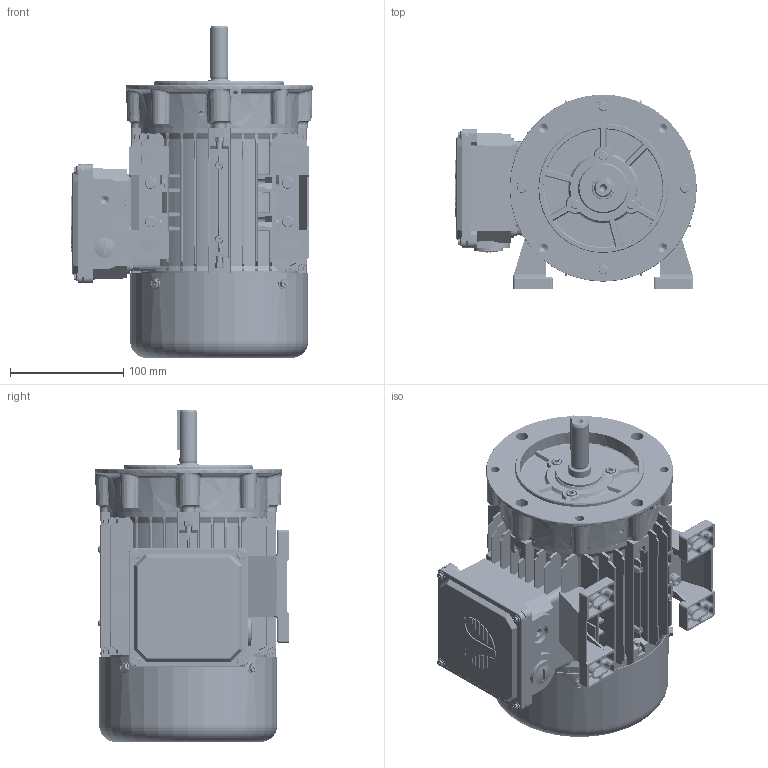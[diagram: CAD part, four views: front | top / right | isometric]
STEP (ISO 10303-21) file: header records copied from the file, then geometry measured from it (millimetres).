
FILE_DESCRIPTION (( 'STEP AP203' ), '1' );
FILE_NAME ('NEMA56軞蚾芞.STEP', '2017-03-02T03:27:44', ( 'Sky123.Org' ), ( 'Sky123.Org' ), 'SwSTEP 2.0', 'SolidWorks 2010', '' );
FILE_SCHEMA (( 'CONFIG_CONTROL_DESIGN' ));
Products named in the file (43): 6204粣創; NEMA56̼ˢ; す菜え朴4_Default; 防水圈20X41X2_Default; 坶粣創揤啣M5X25_Default; 坶ヶ綴裔M5X30_Default; 嘎殤蚐猾20X34X7_Default; 諉盄碟釱諉華喘倛菜え朴5_Default; 諉盄碟諉華蹟隊M5X8_Default; 80堤盄誘杶; 諉盄碟裔蹟隊M4X12_Default; 諉盄碟釱躇猾菜_Default; 80怢宒瑞珔軞傖_Default; 霧齪M3X4_Default; NEMA56-80菁褐; TA80-4p拸粣蛌赽; NEMA56軞蚾芞; NEMA56-80陔儂褲; 坶菁褐M6X20_Default; 菁褐粟銅菜え朴6_Default; 菁褐踡嘐蹟譫M6_Default; NEMA56-C蛌粣; NEMA56C-C楊擘傷裔; T-204-C粣創揤啣; 坶抯芃M4X5_Default; 粟銅菜え朴4_Default; 粟銅菜え朴5_Default; 80す瑩B; 波形垫圈D47(6204)_Default; IEC80-C綴傷裔; ヶ綴裔喘倛菜え朴5_Default; 坶綴裔M5X20_Default; ヶ綴裔蹟譫M5_Default; MS80-100源倰諉盄裔; 坶諉盄碟釱M4X10_Default; 0.5-14NPT出线螺塞_Default; MS80-100方型接线盒盖密封垫_Default; MS80-100陔諉盄碟裔; TR80-C瑞欶; 瑞欶蹟譫 ...
Assembly tree (92 placements, depth 2):
  NEMA56軞蚾芞
    TA80-4p拸粣蛌赽
    TR80-C瑞欶
    粟銅菜え朴5_Default  x3
    諉盄碟裔蹟隊M4X12_Default  x4
    NEMA56-80菁褐  x2
    ヶ綴裔蹟譫M5_Default  x7
    坶諉盄碟釱M4X10_Default  x4
    80怢宒瑞珔軞傖_Default
    粟銅菜え朴4_Default  x2
    坶ヶ綴裔M5X30_Default  x7
    ヶ綴裔喘倛菜え朴5_Default  x8
    坶菁褐M6X20_Default  x4
    菁褐粟銅菜え朴6_Default  x4
    6204粣創  x2
    坶綴裔M5X20_Default
    80堤盄誘杶  x2
    瑞欶蹟隊M4X6_Default  x4
    坶抯芃M4X5_Default  x2
    諉盄碟諉華蹟隊M5X8_Default
    瑞欶蹟譫  x4
    霧齪M3X4_Default  x2
    す菜え朴4_Default  x2
    坶粣創揤啣M5X25_Default  x3
    嘎殤蚐猾20X34X7_Default  x2
    TA80-4撰隅赽170え
    MS80-100方型接线盒盖密封垫_Default
    80霧齪
    T-204-C粣創揤啣
    0.5-14NPT出线螺塞_Default
    80す瑩B
    波形垫圈D47(6204)_Default
    IEC80-C綴傷裔
    防水圈20X41X2_Default
    MS80-100源倰諉盄裔
    諉盄碟釱躇猾菜_Default
    NEMA56-80陔儂褲
    菁褐踡嘐蹟譫M6_Default  x2
    NEMA56-C蛌粣
    諉盄碟釱諉華喘倛菜え朴5_Default
    MS80-100陔諉盄碟裔
    NEMA56̼ˢ
    NEMA56C-C楊擘傷裔
Bounding box: 212.98 x 171.48 x 292.93 mm (x, y, z)
Volume: 2344000.4 mm3; surface area: 1119703.9 mm2
Topology: 125 solids, 126 shells, 5890 faces, 15363 edges, 9798 vertices
Faces by surface type: plane 3172, cylinder 1718, cone 407, torus 301, bspline 245, sphere 47
Entity records: 195817 total; most frequent: CARTESIAN_POINT 67813, ORIENTED_EDGE 26106, DIRECTION 24568, EDGE_CURVE 13053, AXIS2_PLACEMENT_3D 8524, VERTEX_POINT 8375, VECTOR 7520, LINE 7520
